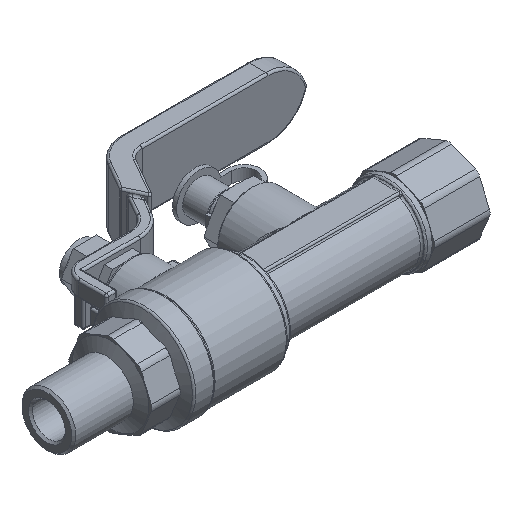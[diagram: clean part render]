
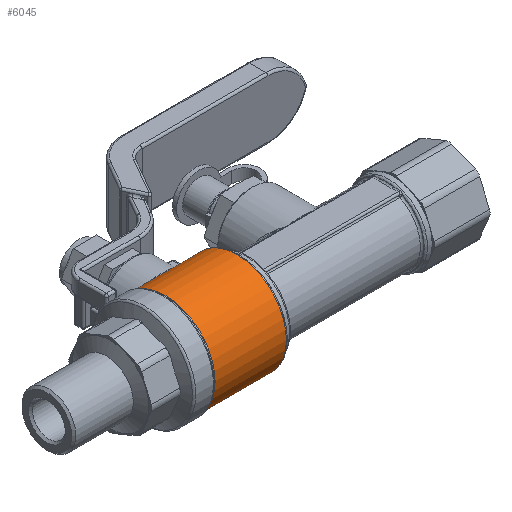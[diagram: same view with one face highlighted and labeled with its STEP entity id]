
A CAD part, isometric view. The second image highlights one B-rep face of the part: STEP entity #6045.
In plain terms, the highlighted cylindrical face has radius 12.1 mm (diameter 24.2 mm), a partial arc.
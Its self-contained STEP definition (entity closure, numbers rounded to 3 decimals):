
#299=B_SPLINE_CURVE_WITH_KNOTS('',3,(#12232,#12233,#12234,#12235,#12236,
#12237,#12238,#12239,#12240,#12241),.UNSPECIFIED.,.F.,.F.,(4,1,1,1,1,1,
1,4),(-6.233,-5.934,-5.636,-5.337,
-5.039,-4.741,-4.442,-4.144),
 .UNSPECIFIED.);
#300=B_SPLINE_CURVE_WITH_KNOTS('',3,(#12249,#12250,#12251,#12252,#12253,
#12254,#12255,#12256,#12257),.UNSPECIFIED.,.F.,.F.,(4,1,1,1,1,1,4),(-6.224,
-5.627,-5.329,-5.03,-4.732,
-4.434,-4.135),.UNSPECIFIED.);
#426=CYLINDRICAL_SURFACE('',#6711,12.1);
#811=FACE_OUTER_BOUND('',#1202,.T.);
#1202=EDGE_LOOP('',(#4922,#4923,#4924,#4925,#4926,#4927,#4928,#4929));
#1587=LINE('',#12068,#1925);
#1591=LINE('',#12247,#1929);
#1592=LINE('',#12259,#1930);
#1593=LINE('',#12262,#1931);
#1925=VECTOR('',#8037,10.);
#1929=VECTOR('',#8063,10.);
#1930=VECTOR('',#8064,10.);
#1931=VECTOR('',#8067,10.);
#2312=CIRCLE('',#6712,12.1);
#2313=CIRCLE('',#6713,12.1);
#2803=VERTEX_POINT('',#12052);
#2805=VERTEX_POINT('',#12064);
#2815=VERTEX_POINT('',#12231);
#2816=VERTEX_POINT('',#12244);
#2817=VERTEX_POINT('',#12246);
#2818=VERTEX_POINT('',#12248);
#2819=VERTEX_POINT('',#12258);
#2820=VERTEX_POINT('',#12260);
#3575=EDGE_CURVE('',#2803,#2805,#1587,.T.);
#3589=EDGE_CURVE('',#2805,#2815,#299,.T.);
#3591=EDGE_CURVE('',#2816,#2803,#2312,.T.);
#3592=EDGE_CURVE('',#2817,#2816,#1591,.T.);
#3593=EDGE_CURVE('',#2818,#2817,#300,.T.);
#3594=EDGE_CURVE('',#2819,#2818,#1592,.T.);
#3595=EDGE_CURVE('',#2820,#2819,#2313,.T.);
#3596=EDGE_CURVE('',#2815,#2820,#1593,.T.);
#4922=ORIENTED_EDGE('',*,*,#3575,.F.);
#4923=ORIENTED_EDGE('',*,*,#3591,.F.);
#4924=ORIENTED_EDGE('',*,*,#3592,.F.);
#4925=ORIENTED_EDGE('',*,*,#3593,.F.);
#4926=ORIENTED_EDGE('',*,*,#3594,.F.);
#4927=ORIENTED_EDGE('',*,*,#3595,.F.);
#4928=ORIENTED_EDGE('',*,*,#3596,.F.);
#4929=ORIENTED_EDGE('',*,*,#3589,.F.);
#6045=ADVANCED_FACE('',(#811),#426,.T.);
#6711=AXIS2_PLACEMENT_3D('',#12243,#8059,#8060);
#6712=AXIS2_PLACEMENT_3D('',#12245,#8061,#8062);
#6713=AXIS2_PLACEMENT_3D('',#12261,#8065,#8066);
#8037=DIRECTION('',(1.,0.,0.));
#8059=DIRECTION('center_axis',(1.,0.,0.));
#8060=DIRECTION('ref_axis',(0.,-1.,0.));
#8061=DIRECTION('center_axis',(-1.,0.,0.));
#8062=DIRECTION('ref_axis',(0.,1.,0.));
#8063=DIRECTION('',(-1.,0.,0.));
#8064=DIRECTION('',(-1.,0.,0.));
#8065=DIRECTION('center_axis',(1.,0.,0.));
#8066=DIRECTION('ref_axis',(0.,-1.,0.));
#8067=DIRECTION('',(1.,0.,0.));
#12052=CARTESIAN_POINT('',(-20.055,11.875,2.323));
#12064=CARTESIAN_POINT('',(-19.057,11.875,2.323));
#12068=CARTESIAN_POINT('',(-11.431,11.875,2.323));
#12231=CARTESIAN_POINT('',(-3.832,11.859,2.401));
#12232=CARTESIAN_POINT('Ctrl Pts',(-19.057,11.875,2.323));
#12233=CARTESIAN_POINT('Ctrl Pts',(-18.761,11.7,3.218));
#12234=CARTESIAN_POINT('Ctrl Pts',(-17.837,11.162,4.863));
#12235=CARTESIAN_POINT('Ctrl Pts',(-15.726,10.149,6.667));
#12236=CARTESIAN_POINT('Ctrl Pts',(-13.012,9.327,7.714));
#12237=CARTESIAN_POINT('Ctrl Pts',(-9.935,9.309,7.732));
#12238=CARTESIAN_POINT('Ctrl Pts',(-7.208,10.118,6.71));
#12239=CARTESIAN_POINT('Ctrl Pts',(-5.078,11.132,4.926));
#12240=CARTESIAN_POINT('Ctrl Pts',(-4.137,11.679,3.292));
#12241=CARTESIAN_POINT('Ctrl Pts',(-3.832,11.859,2.401));
#12243=CARTESIAN_POINT('Origin',(-11.431,0.,0.));
#12244=CARTESIAN_POINT('',(-20.055,11.875,-2.323));
#12245=CARTESIAN_POINT('Origin',(-20.055,0.,0.));
#12246=CARTESIAN_POINT('',(-19.057,11.875,-2.323));
#12247=CARTESIAN_POINT('',(-11.431,11.875,-2.323));
#12248=CARTESIAN_POINT('',(-3.832,11.859,-2.401));
#12249=CARTESIAN_POINT('Ctrl Pts',(-3.832,11.859,-2.401));
#12250=CARTESIAN_POINT('Ctrl Pts',(-4.443,11.499,-4.183));
#12251=CARTESIAN_POINT('Ctrl Pts',(-6.306,10.389,-6.375));
#12252=CARTESIAN_POINT('Ctrl Pts',(-9.932,9.308,-7.73));
#12253=CARTESIAN_POINT('Ctrl Pts',(-13.013,9.327,-7.715));
#12254=CARTESIAN_POINT('Ctrl Pts',(-15.725,10.148,-6.666));
#12255=CARTESIAN_POINT('Ctrl Pts',(-17.837,11.162,-4.863));
#12256=CARTESIAN_POINT('Ctrl Pts',(-18.761,11.7,-3.218));
#12257=CARTESIAN_POINT('Ctrl Pts',(-19.057,11.875,-2.323));
#12258=CARTESIAN_POINT('',(-2.668,11.859,-2.401));
#12259=CARTESIAN_POINT('',(-11.431,11.859,-2.401));
#12260=CARTESIAN_POINT('',(-2.668,11.859,2.401));
#12261=CARTESIAN_POINT('Origin',(-2.668,0.,0.));
#12262=CARTESIAN_POINT('',(-11.431,11.859,2.401));
